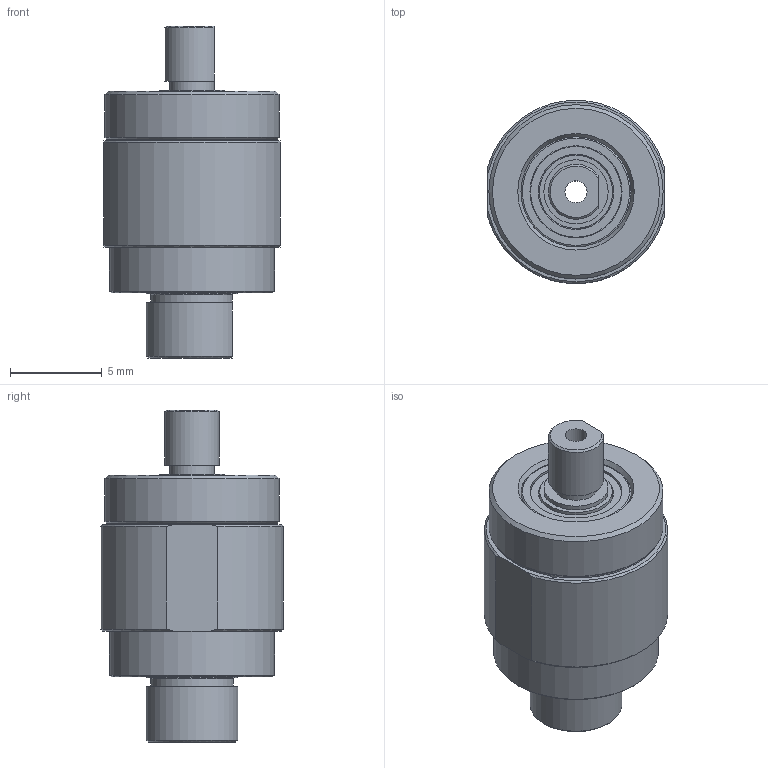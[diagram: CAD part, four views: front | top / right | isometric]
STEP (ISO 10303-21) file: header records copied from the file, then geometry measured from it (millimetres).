
FILE_DESCRIPTION(/* description */ (''),/* implementation_level */ '2;1');
FILE_NAME(/* name */ 'model_product_id293.stp',/* time_stamp */ '2022-03-31T09:44:34+02:00',/* author */ ('SD'),/* organization */ ('Micromotion GmbH Germany'),/* preprocessor_version */ 'ST-DEVELOPER v17.2',/* originating_system */ 'Autodesk Inventor 2019',/* authorisation */ '');
FILE_SCHEMA (('AUTOMOTIVE_DESIGN { 1 0 10303 214 3 1 1 }'));
Length unit declared in the file: millimetre
Products named in the file (1): model_product_id293
Bounding box: 9.6 x 9.96 x 18.1 mm (x, y, z)
Volume: 626.2 mm3; surface area: 1521.1 mm2
Topology: 34 solids, 34 shells, 269 faces, 766 edges, 524 vertices
Faces by surface type: torus 86, cylinder 62, plane 48, cone 42, sphere 31
Full cylindrical faces by diameter (mm): 1.2 x1, 1.95 x1, 2.1 x1, 2.4 x3, 2.5 x1, 3 x3, 3.5 x1, 3.978 x4, 4.1 x1, 4.2 x1, 4.63 x1, 4.95 x1, 5 x2, 5.022 x5, 5.2 x1, 5.978 x2, 6 x2, 6.2 x1, 7.022 x2, 8 x2, 8.4 x1, 9 x1, 9.1 x1, 9.5 x1
Entity records: 10248 total; most frequent: CARTESIAN_POINT 2032, DIRECTION 1831, ORIENTED_EDGE 1526, AXIS2_PLACEMENT_3D 858, EDGE_CURVE 763, VERTEX_POINT 648, CIRCLE 588, EDGE_LOOP 367
